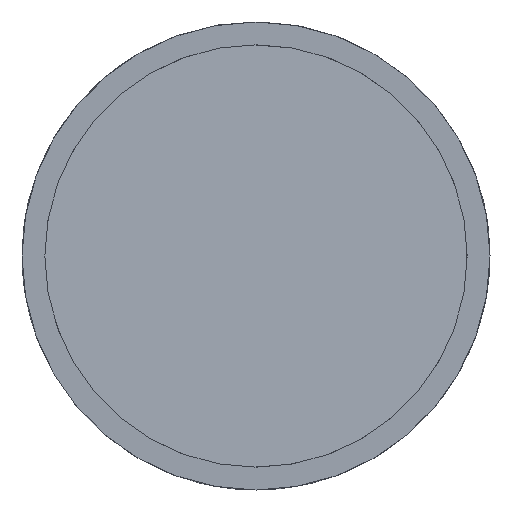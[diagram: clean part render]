
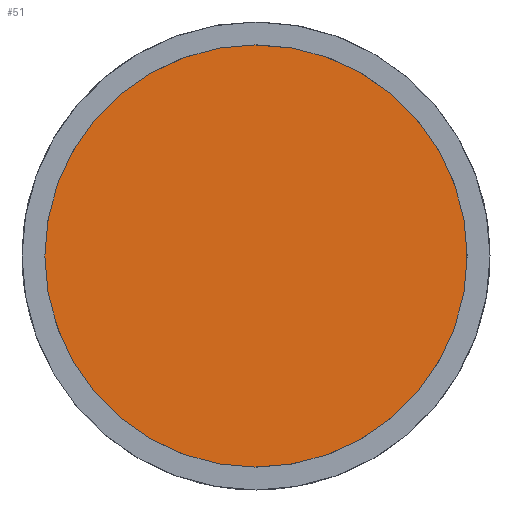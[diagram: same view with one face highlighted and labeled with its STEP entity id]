
A CAD part, front view. The second image highlights one B-rep face of the part: STEP entity #51.
In plain terms, the highlighted planar face has unit normal (0.707, -0.707, 0).
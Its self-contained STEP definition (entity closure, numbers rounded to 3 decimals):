
#43=FACE_OUTER_BOUND('',#69,.T.);
#46=PLANE('',#97);
#51=ADVANCED_FACE('',(#43),#46,.F.);
#55=ELLIPSE('',#95,26.163,18.5);
#69=EDGE_LOOP('',(#77));
#77=ORIENTED_EDGE('',*,*,#85,.F.);
#81=VERTEX_POINT('',#129);
#85=EDGE_CURVE('',#81,#81,#55,.T.);
#95=AXIS2_PLACEMENT_3D('',#128,#112,#113);
#97=AXIS2_PLACEMENT_3D('',#131,#116,#117);
#112=DIRECTION('',(-0.707,0.707,0.));
#113=DIRECTION('',(-0.707,-0.707,0.));
#116=DIRECTION('',(-0.707,0.707,0.));
#117=DIRECTION('',(-0.707,-0.707,0.));
#128=CARTESIAN_POINT('',(19.5,61.672,0.));
#129=CARTESIAN_POINT('',(1.,43.172,0.));
#131=CARTESIAN_POINT('',(1.414,43.586,0.));
